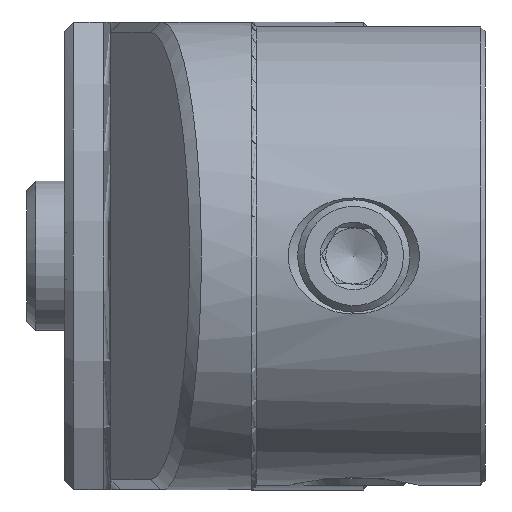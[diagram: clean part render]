
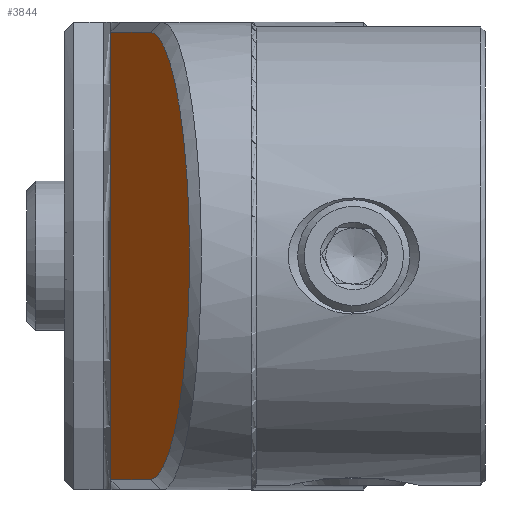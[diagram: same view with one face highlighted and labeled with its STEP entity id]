
A CAD part, left-side view. The second image highlights one B-rep face of the part: STEP entity #3844.
In plain terms, the highlighted planar face has unit normal (-0.174, 0.985, 0).
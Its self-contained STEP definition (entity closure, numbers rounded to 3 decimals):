
#9 = EDGE_CURVE ( 'NONE', #4160, #5274, #373, .T. ) ;
#59 = CARTESIAN_POINT ( 'NONE',  ( -110.196, -12.969, 10.588 ) ) ;
#260 = CARTESIAN_POINT ( 'NONE',  ( -65., -5., 0. ) ) ;
#373 = LINE ( 'NONE', #260, #3993 ) ;
#463 = CARTESIAN_POINT ( 'NONE',  ( -99.311, -11.05, -21.473 ) ) ;
#497 = CARTESIAN_POINT ( 'NONE',  ( -90.289, -9.459, -23.89 ) ) ;
#505 = DIRECTION ( 'NONE',  ( 0.985, 0.174, 0. ) ) ;
#683 = CARTESIAN_POINT ( 'NONE',  ( -109.456, -12.839, 11.972 ) ) ;
#712 = CARTESIAN_POINT ( 'NONE',  ( -111.849, -13.261, 6.195 ) ) ;
#850 = CARTESIAN_POINT ( 'NONE',  ( -65., -5., -23.89 ) ) ;
#1124 = CARTESIAN_POINT ( 'NONE',  ( -109.457, -12.839, -11.972 ) ) ;
#1199 = AXIS2_PLACEMENT_3D ( 'NONE', #8190, #8155, #505 ) ;
#1268 = FACE_OUTER_BOUND ( 'NONE', #1875, .T. ) ;
#1462 = DIRECTION ( 'NONE',  ( 0.985, 0.174, 0. ) ) ;
#1774 = CARTESIAN_POINT ( 'NONE',  ( -88.723, -9.183, 23.89 ) ) ;
#1799 = CARTESIAN_POINT ( 'NONE',  ( -111.849, -13.261, -6.195 ) ) ;
#1875 = EDGE_LOOP ( 'NONE', ( #1920, #8299, #6170, #5108 ) ) ;
#1903 = EDGE_CURVE ( 'NONE', #4160, #3977, #4097, .T. ) ;
#1920 = ORIENTED_EDGE ( 'NONE', *, *, #5393, .T. ) ;
#1949 = CARTESIAN_POINT ( 'NONE',  ( -107.718, -12.532, 14.574 ) ) ;
#1974 = CARTESIAN_POINT ( 'NONE',  ( -100.695, -11.294, 20.733 ) ) ;
#2047 = B_SPLINE_CURVE_WITH_KNOTS ( 'NONE', 3,
 ( #6347, #497, #6928, #6335, #8285, #463, #2386, #6899, #3029, #7551, #8179, #1124, #5663, #5033, #1799, #3907, #3241, #5111, #3271, #712, #5194, #59, #683, #1949, #2556, #7079, #4476, #1974, #5135, #3216, #7731, #5832, #4444, #4547 ),
 .UNSPECIFIED., .F., .F.,
 ( 4, 2, 2, 2, 2, 2, 2, 2, 2, 2, 2, 2, 2, 2, 2, 2, 4 ),
 ( 0., 0.063, 0.125, 0.188, 0.25, 0.313, 0.375, 0.438, 0.5, 0.563, 0.625, 0.688, 0.75, 0.813, 0.875, 0.938, 1. ),
 .UNSPECIFIED. ) ;
#2277 = CARTESIAN_POINT ( 'NONE',  ( -65., -5., 23.89 ) ) ;
#2386 = CARTESIAN_POINT ( 'NONE',  ( -100.695, -11.294, -20.733 ) ) ;
#2489 = CARTESIAN_POINT ( 'NONE',  ( -88.723, -9.183, -23.89 ) ) ;
#2556 = CARTESIAN_POINT ( 'NONE',  ( -106.722, -12.357, 15.787 ) ) ;
#2676 = CARTESIAN_POINT ( 'NONE',  ( -65., -5., 23.89 ) ) ;
#3029 = CARTESIAN_POINT ( 'NONE',  ( -104.51, -11.967, -17.999 ) ) ;
#3042 = PLANE ( 'NONE',  #1199 ) ;
#3216 = CARTESIAN_POINT ( 'NONE',  ( -96.42, -10.54, 22.671 ) ) ;
#3241 = CARTESIAN_POINT ( 'NONE',  ( -112.614, -13.396, -1.564 ) ) ;
#3271 = CARTESIAN_POINT ( 'NONE',  ( -112.46, -13.368, 3.126 ) ) ;
#3490 = DIRECTION ( 'NONE',  ( 0., 0., 1. ) ) ;
#3507 = CARTESIAN_POINT ( 'NONE',  ( -65., -5., -23.89 ) ) ;
#3534 = LINE ( 'NONE', #2676, #8261 ) ;
#3844 = ADVANCED_FACE ( 'NONE', ( #1268 ), #3042, .F. ) ;
#3896 = VECTOR ( 'NONE', #7370, 1000. ) ;
#3907 = CARTESIAN_POINT ( 'NONE',  ( -112.46, -13.368, -3.126 ) ) ;
#3977 = VERTEX_POINT ( 'NONE', #2489 ) ;
#3993 = VECTOR ( 'NONE', #3490, 1000. ) ;
#4097 = LINE ( 'NONE', #3507, #3896 ) ;
#4160 = VERTEX_POINT ( 'NONE', #850 ) ;
#4444 = CARTESIAN_POINT ( 'NONE',  ( -90.289, -9.459, 23.89 ) ) ;
#4476 = CARTESIAN_POINT ( 'NONE',  ( -103.297, -11.753, 18.995 ) ) ;
#4547 = CARTESIAN_POINT ( 'NONE',  ( -88.723, -9.183, 23.89 ) ) ;
#5033 = CARTESIAN_POINT ( 'NONE',  ( -111.394, -13.18, -7.697 ) ) ;
#5108 = ORIENTED_EDGE ( 'NONE', *, *, #1903, .T. ) ;
#5111 = CARTESIAN_POINT ( 'NONE',  ( -112.614, -13.396, 1.564 ) ) ;
#5135 = CARTESIAN_POINT ( 'NONE',  ( -99.311, -11.05, 21.473 ) ) ;
#5194 = CARTESIAN_POINT ( 'NONE',  ( -111.394, -13.18, 7.697 ) ) ;
#5274 = VERTEX_POINT ( 'NONE', #2277 ) ;
#5393 = EDGE_CURVE ( 'NONE', #3977, #8066, #2047, .T. ) ;
#5663 = CARTESIAN_POINT ( 'NONE',  ( -110.196, -12.969, -10.588 ) ) ;
#5832 = CARTESIAN_POINT ( 'NONE',  ( -91.85, -9.734, 23.737 ) ) ;
#6170 = ORIENTED_EDGE ( 'NONE', *, *, #9, .F. ) ;
#6335 = CARTESIAN_POINT ( 'NONE',  ( -94.918, -10.275, -23.126 ) ) ;
#6347 = CARTESIAN_POINT ( 'NONE',  ( -88.723, -9.183, -23.89 ) ) ;
#6899 = CARTESIAN_POINT ( 'NONE',  ( -103.297, -11.753, -18.995 ) ) ;
#6928 = CARTESIAN_POINT ( 'NONE',  ( -91.85, -9.734, -23.737 ) ) ;
#7079 = CARTESIAN_POINT ( 'NONE',  ( -104.51, -11.967, 17.999 ) ) ;
#7370 = DIRECTION ( 'NONE',  ( -0.985, -0.174, 0. ) ) ;
#7551 = CARTESIAN_POINT ( 'NONE',  ( -106.723, -12.357, -15.787 ) ) ;
#7731 = CARTESIAN_POINT ( 'NONE',  ( -94.918, -10.275, 23.126 ) ) ;
#8066 = VERTEX_POINT ( 'NONE', #1774 ) ;
#8155 = DIRECTION ( 'NONE',  ( 0.174, -0.985, 0. ) ) ;
#8179 = CARTESIAN_POINT ( 'NONE',  ( -107.718, -12.532, -14.574 ) ) ;
#8190 = CARTESIAN_POINT ( 'NONE',  ( -65., -5., -47. ) ) ;
#8199 = EDGE_CURVE ( 'NONE', #8066, #5274, #3534, .T. ) ;
#8261 = VECTOR ( 'NONE', #1462, 1000. ) ;
#8285 = CARTESIAN_POINT ( 'NONE',  ( -96.42, -10.54, -22.671 ) ) ;
#8299 = ORIENTED_EDGE ( 'NONE', *, *, #8199, .T. ) ;
